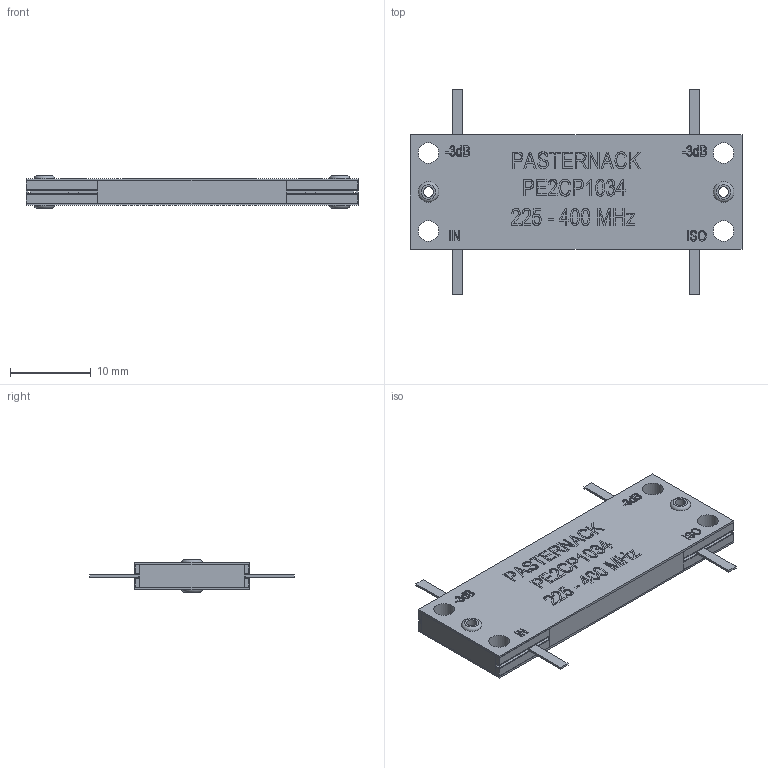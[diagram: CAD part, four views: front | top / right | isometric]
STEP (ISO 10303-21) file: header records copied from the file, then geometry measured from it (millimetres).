
FILE_DESCRIPTION (( 'STEP AP203' ), '1' );
FILE_NAME ('PE2CP1034_3D.step', '2022-04-22T21:42:40', ( '' ), ( '' ), 'SwSTEP 2.0', 'SolidWorks 2021', '' );
FILE_SCHEMA (( 'CONFIG_CONTROL_DESIGN' ));
Length unit declared in the file: inch
Products named in the file (1): PE2CP1034_3D
Bounding box: 41.15 x 25.4 x 4.06 mm (x, y, z)
Volume: 1851.5 mm3; surface area: 1842.4 mm2
Topology: 1 solids, 1 shells, 668 faces, 1784 edges, 1178 vertices
Faces by surface type: plane 440, bspline 218, cylinder 6, torus 4
Full cylindrical faces by diameter (mm): 1.27 x2, 2.54 x4
Entity records: 32523 total; most frequent: CARTESIAN_POINT 17307, ORIENTED_EDGE 3536, DIRECTION 2254, EDGE_CURVE 1768, LINE 1312, VECTOR 1312, VERTEX_POINT 1172, EDGE_LOOP 758
